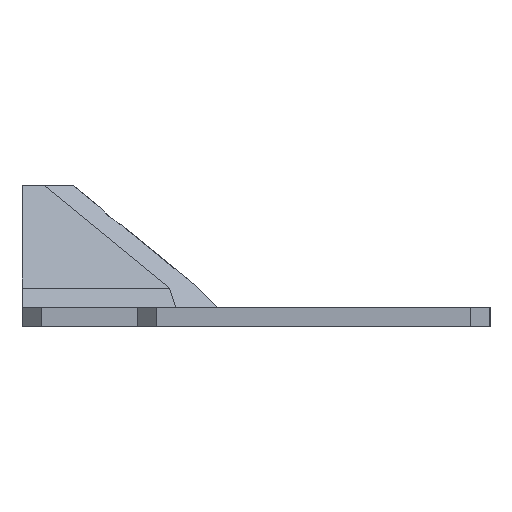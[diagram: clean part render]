
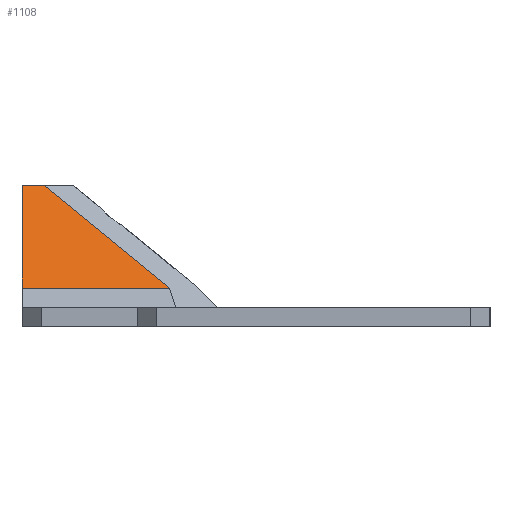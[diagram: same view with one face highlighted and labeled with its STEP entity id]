
A CAD part, left-side view. The second image highlights one B-rep face of the part: STEP entity #1108.
In plain terms, the highlighted planar face has unit normal (-0.926, 0, 0.376).
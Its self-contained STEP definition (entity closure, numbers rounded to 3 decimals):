
#136=FACE_OUTER_BOUND('',#197,.T.);
#197=EDGE_LOOP('',(#976,#977,#978,#979));
#300=LINE('',#1938,#415);
#305=LINE('',#1948,#420);
#317=LINE('',#1982,#432);
#318=LINE('',#1984,#433);
#415=VECTOR('',#1336,10.);
#420=VECTOR('',#1345,10.);
#432=VECTOR('',#1379,10.);
#433=VECTOR('',#1382,10.);
#527=VERTEX_POINT('',#1935);
#528=VERTEX_POINT('',#1937);
#531=VERTEX_POINT('',#1947);
#542=VERTEX_POINT('',#1980);
#672=EDGE_CURVE('',#527,#528,#300,.T.);
#677=EDGE_CURVE('',#527,#531,#305,.T.);
#695=EDGE_CURVE('',#542,#531,#317,.T.);
#696=EDGE_CURVE('',#528,#542,#318,.T.);
#976=ORIENTED_EDGE('',*,*,#677,.T.);
#977=ORIENTED_EDGE('',*,*,#695,.F.);
#978=ORIENTED_EDGE('',*,*,#696,.F.);
#979=ORIENTED_EDGE('',*,*,#672,.F.);
#1052=PLANE('',#1173);
#1108=ADVANCED_FACE('',(#136),#1052,.F.);
#1173=AXIS2_PLACEMENT_3D('',#1983,#1380,#1381);
#1336=DIRECTION('',(0.,1.,0.));
#1345=DIRECTION('',(0.25,0.749,0.614));
#1379=DIRECTION('',(0.,-1.,0.));
#1380=DIRECTION('center_axis',(0.926,0.,-0.376));
#1381=DIRECTION('ref_axis',(-0.376,0.,-0.926));
#1382=DIRECTION('',(0.376,0.,0.926));
#1935=CARTESIAN_POINT('',(76.5,50.025,3.));
#1937=CARTESIAN_POINT('',(76.5,73.,3.));
#1938=CARTESIAN_POINT('',(76.5,52.375,3.));
#1947=CARTESIAN_POINT('',(83.,69.525,19.));
#1948=CARTESIAN_POINT('',(79.119,57.881,9.446));
#1980=CARTESIAN_POINT('',(83.,73.,19.));
#1982=CARTESIAN_POINT('',(83.,52.375,19.));
#1983=CARTESIAN_POINT('Origin',(79.75,52.375,11.));
#1984=CARTESIAN_POINT('',(80.258,73.,12.251));
